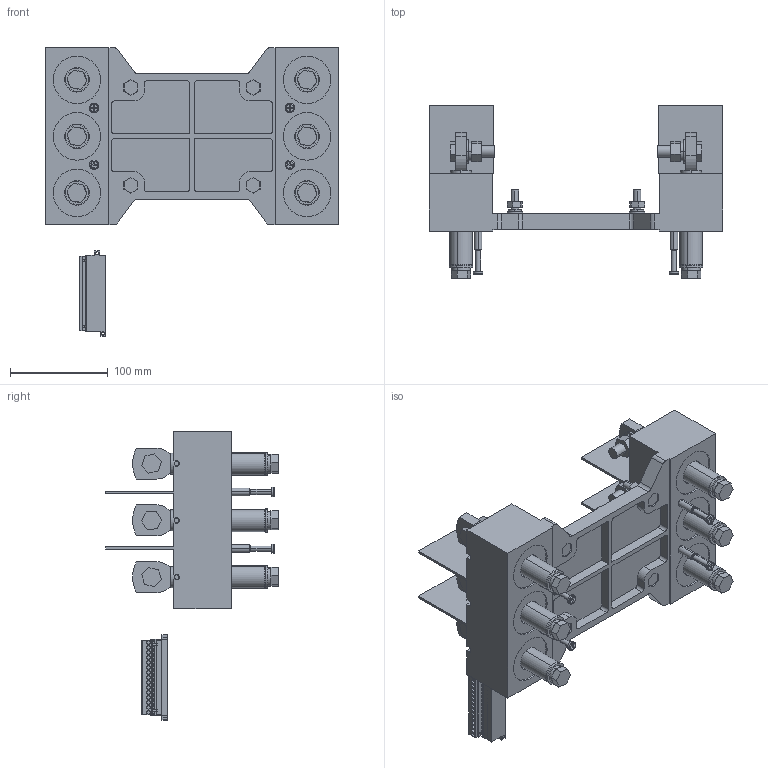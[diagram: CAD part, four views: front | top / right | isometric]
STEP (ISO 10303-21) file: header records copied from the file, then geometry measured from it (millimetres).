
FILE_DESCRIPTION (( 'STEP AP203' ), '1' );
FILE_NAME ('mccb99m-630-pin-3r.ÃÌ Ïàíåëü âòû÷íàÿ äëÿ ÂÀ-99Ì 630 çàäíåãî ïðèñîåäèíåíèÿ EKF.STEP', '2025-03-27T08:49:33', ( '' ), ( '' ), 'SwSTEP 2.0', 'SolidWorks 2021', '' );
FILE_SCHEMA (( 'CONFIG_CONTROL_DESIGN' ));
Length unit declared in the file: millimetre
Products named in the file (9): mccb99m-630-pin-3r.ÃÌ Ïàíåëü âòû÷íàÿ äëÿ ÂÀ-99Ì 630 çàäíåãî ïðèñîåäèíåíèÿ EKF_00; Êîïèÿ mvstbu_2.5-15-gb-5.08.stp^Êîïèÿ 38079.stp_Êîïèÿ 38079_Êîïèÿ Äîï2_mccb99m-630-pin-3r.ÃÌ Ïàíåëü âòû÷íàÿ äëÿ ÂÀ-99Ì 630 çàäíåãî ïðèñîåäèíåíèÿ EKF; mccb99m-630-pin-3r.ÃÌ Âíåøíèé êîíòàêò_00; M6.襟_00; Êîïèÿ 38079^Êîïèÿ Äîï2_mccb99m-630-pin-3r.ÃÌ Ïàíåëü âòû÷íàÿ äëÿ ÂÀ-99Ì 630 çàäíåãî ïðèñîåäèíåíèÿ EKF; mccb99m-630-pin-3r.ÃÌ Ïàíåëü âòû÷íàÿ äëÿ ÂÀ-99Ì 630 çàäíåãî ïðèñîåäèíåíèÿ EKF; Êîïèÿ Äîï2^mccb99m-630-pin-3r.ÃÌ Ïàíåëü âòû÷íàÿ äëÿ ÂÀ-99Ì 630 çàäíåãî ïðèñîåäèíåíèÿ EKF; Êîïèÿ 38079.stp^Êîïèÿ 38079_Êîïèÿ Äîï2_mccb99m-630-pin-3r.ÃÌ Ïàíåëü âòû÷íàÿ äëÿ ÂÀ-99Ì 630 çàäíåãî ïðèñîåäèíåíèÿ EKF; Êîïèÿ 58105^Êîïèÿ Äîï2_mccb99m-630-pin-3r.ÃÌ Ïàíåëü âòû÷íàÿ äëÿ ÂÀ-99Ì 630 çàäíåãî ïðèñîåäèíåíèÿ EKF
Assembly tree (16 placements, depth 5):
  mccb99m-630-pin-3r.ÃÌ Ïàíåëü âòû÷íàÿ äëÿ ÂÀ-99Ì 630 çàäíåãî ïðèñîåäèíåíèÿ EKF
    mccb99m-630-pin-3r.ÃÌ Ïàíåëü âòû÷íàÿ äëÿ ÂÀ-99Ì 630 çàäíåãî ïðèñîåäèíåíèÿ EKF_00
    Êîïèÿ Äîï2^mccb99m-630-pin-3r.ÃÌ Ïàíåëü âòû÷íàÿ äëÿ ÂÀ-99Ì 630 çàäíåãî ïðèñîåäèíåíèÿ EKF
      Êîïèÿ 58105^Êîïèÿ Äîï2_mccb99m-630-pin-3r.ÃÌ Ïàíåëü âòû÷íàÿ äëÿ ÂÀ-99Ì 630 çàäíåãî ïðèñîåäèíåíèÿ EKF
      Êîïèÿ 38079^Êîïèÿ Äîï2_mccb99m-630-pin-3r.ÃÌ Ïàíåëü âòû÷íàÿ äëÿ ÂÀ-99Ì 630 çàäíåãî ïðèñîåäèíåíèÿ EKF
        Êîïèÿ 38079.stp^Êîïèÿ 38079_Êîïèÿ Äîï2_mccb99m-630-pin-3r.ÃÌ Ïàíåëü âòû÷íàÿ äëÿ ÂÀ-99Ì 630 çàäíåãî ïðèñîåäèíåíèÿ EKF
          Êîïèÿ mvstbu_2.5-15-gb-5.08.stp^Êîïèÿ 38079.stp_Êîïèÿ 38079_Êîïèÿ Äîï2_mccb99m-630-pin-3r.ÃÌ Ïàíåëü âòû÷íàÿ äëÿ ÂÀ-99Ì 630 çàäíåãî ïðèñîåäèíåíèÿ EKF
    mccb99m-630-pin-3r.ÃÌ Âíåøíèé êîíòàêò_00  x6
    M6.襟_00  x4
Bounding box: 300 x 176.35 x 294.68 mm (x, y, z)
Volume: 1895125.5 mm3; surface area: 344241.4 mm2
Topology: 13 solids, 19 shells, 2306 faces, 5547 edges, 3560 vertices
Faces by surface type: plane 1624, cylinder 532, cone 72, torus 40, sphere 38
Entity records: 60745 total; most frequent: CARTESIAN_POINT 11687, DIRECTION 10078, ORIENTED_EDGE 9688, EDGE_CURVE 4844, LINE 3450, VECTOR 3450, AXIS2_PLACEMENT_3D 3314, VERTEX_POINT 3120
